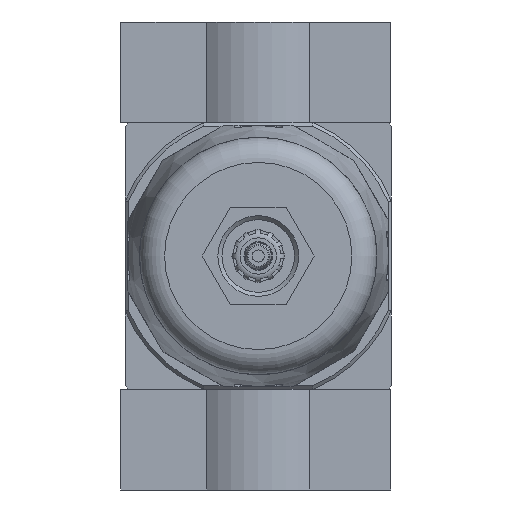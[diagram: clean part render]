
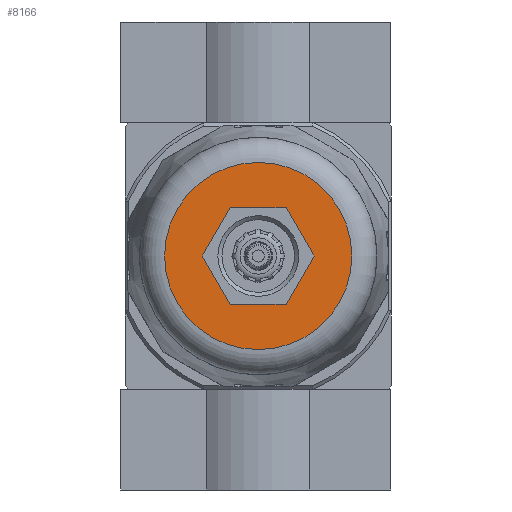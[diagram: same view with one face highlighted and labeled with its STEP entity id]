
A CAD part, front view. The second image highlights one B-rep face of the part: STEP entity #8166.
In plain terms, the highlighted planar face has unit normal (0, -1, 0).
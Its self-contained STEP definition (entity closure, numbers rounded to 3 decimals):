
#332=LINE('',#12079,#774);
#333=LINE('',#12082,#775);
#334=LINE('',#12084,#776);
#335=LINE('',#12086,#777);
#336=LINE('',#12088,#778);
#337=LINE('',#12090,#779);
#774=VECTOR('',#9807,1000.);
#775=VECTOR('',#9808,1000.);
#776=VECTOR('',#9809,1000.);
#777=VECTOR('',#9810,1000.);
#778=VECTOR('',#9811,1000.);
#779=VECTOR('',#9812,1000.);
#1157=PLANE('',#8713);
#1961=ORIENTED_EDGE('',*,*,#3672,.T.);
#1962=ORIENTED_EDGE('',*,*,#3673,.T.);
#1963=ORIENTED_EDGE('',*,*,#3674,.T.);
#1964=ORIENTED_EDGE('',*,*,#3675,.T.);
#1965=ORIENTED_EDGE('',*,*,#3676,.T.);
#1966=ORIENTED_EDGE('',*,*,#3677,.T.);
#1967=ORIENTED_EDGE('',*,*,#3678,.T.);
#3672=EDGE_CURVE('',#4552,#4552,#5123,.T.);
#3673=EDGE_CURVE('',#4553,#4554,#332,.T.);
#3674=EDGE_CURVE('',#4554,#4555,#333,.T.);
#3675=EDGE_CURVE('',#4555,#4556,#334,.T.);
#3676=EDGE_CURVE('',#4556,#4557,#335,.T.);
#3677=EDGE_CURVE('',#4557,#4558,#336,.T.);
#3678=EDGE_CURVE('',#4558,#4553,#337,.T.);
#4552=VERTEX_POINT('',#12078);
#4553=VERTEX_POINT('',#12080);
#4554=VERTEX_POINT('',#12081);
#4555=VERTEX_POINT('',#12083);
#4556=VERTEX_POINT('',#12085);
#4557=VERTEX_POINT('',#12087);
#4558=VERTEX_POINT('',#12089);
#5123=CIRCLE('',#8714,23.2);
#5511=EDGE_LOOP('',(#1961));
#5512=EDGE_LOOP('',(#1962,#1963,#1964,#1965,#1966,#1967));
#6083=FACE_BOUND('',#5511,.T.);
#6084=FACE_BOUND('',#5512,.T.);
#8166=ADVANCED_FACE('',(#6083,#6084),#1157,.F.);
#8713=AXIS2_PLACEMENT_3D('',#12076,#9803,#9804);
#8714=AXIS2_PLACEMENT_3D('',#12077,#9805,#9806);
#9803=DIRECTION('',(0.,1.,0.));
#9804=DIRECTION('',(0.,0.,1.));
#9805=DIRECTION('',(0.,-1.,0.));
#9806=DIRECTION('',(0.,0.,-1.));
#9807=DIRECTION('',(0.,0.,1.));
#9808=DIRECTION('',(0.866,0.,0.5));
#9809=DIRECTION('',(0.866,0.,-0.5));
#9810=DIRECTION('',(0.,0.,-1.));
#9811=DIRECTION('',(-0.866,0.,-0.5));
#9812=DIRECTION('',(-0.866,0.,0.5));
#12076=CARTESIAN_POINT('',(23.2,-165.,0.));
#12077=CARTESIAN_POINT('',(0.,-165.,0.));
#12078=CARTESIAN_POINT('',(0.,-165.,-23.2));
#12079=CARTESIAN_POINT('',(-12.,-165.,-6.928));
#12080=CARTESIAN_POINT('',(-12.,-165.,-6.928));
#12081=CARTESIAN_POINT('',(-12.,-165.,6.928));
#12082=CARTESIAN_POINT('',(-12.,-165.,6.928));
#12083=CARTESIAN_POINT('',(0.,-165.,13.856));
#12084=CARTESIAN_POINT('',(0.,-165.,13.856));
#12085=CARTESIAN_POINT('',(12.,-165.,6.928));
#12086=CARTESIAN_POINT('',(12.,-165.,6.928));
#12087=CARTESIAN_POINT('',(12.,-165.,-6.928));
#12088=CARTESIAN_POINT('',(12.,-165.,-6.928));
#12089=CARTESIAN_POINT('',(0.,-165.,-13.856));
#12090=CARTESIAN_POINT('',(0.,-165.,-13.856));
